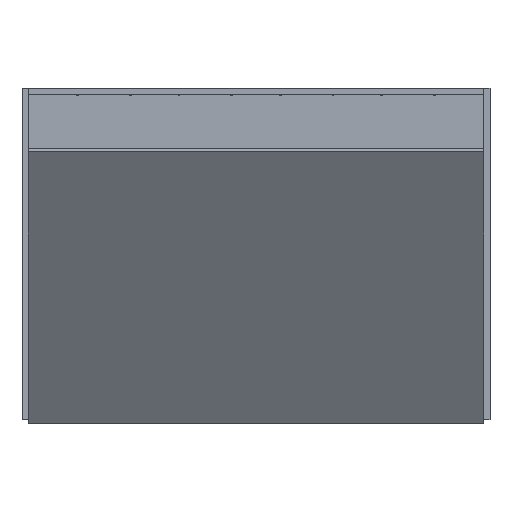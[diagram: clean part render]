
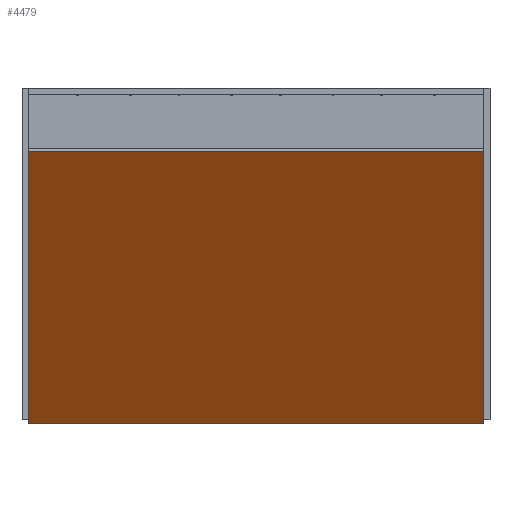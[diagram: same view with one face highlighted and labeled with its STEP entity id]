
A CAD part, top view. The second image highlights one B-rep face of the part: STEP entity #4479.
In plain terms, the highlighted planar face has unit normal (0, -0.574, 0.819).
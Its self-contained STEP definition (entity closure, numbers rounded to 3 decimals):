
#187=PLANE('',#4854);
#415=FACE_OUTER_BOUND('',#643,.T.);
#643=EDGE_LOOP('',(#4181,#4182,#4183,#4184));
#1283=LINE('',#7380,#1803);
#1286=LINE('',#7386,#1806);
#1289=LINE('',#7392,#1809);
#1292=LINE('',#7396,#1812);
#1803=VECTOR('',#6070,10.);
#1806=VECTOR('',#6075,10.);
#1809=VECTOR('',#6080,10.);
#1812=VECTOR('',#6085,10.);
#2239=VERTEX_POINT('',#7377);
#2240=VERTEX_POINT('',#7379);
#2242=VERTEX_POINT('',#7385);
#2244=VERTEX_POINT('',#7391);
#2883=EDGE_CURVE('',#2240,#2239,#1283,.T.);
#2886=EDGE_CURVE('',#2242,#2240,#1286,.T.);
#2889=EDGE_CURVE('',#2244,#2242,#1289,.T.);
#2892=EDGE_CURVE('',#2239,#2244,#1292,.T.);
#4181=ORIENTED_EDGE('',*,*,#2892,.T.);
#4182=ORIENTED_EDGE('',*,*,#2889,.T.);
#4183=ORIENTED_EDGE('',*,*,#2886,.T.);
#4184=ORIENTED_EDGE('',*,*,#2883,.T.);
#4479=ADVANCED_FACE('',(#415),#187,.T.);
#4854=AXIS2_PLACEMENT_3D('',#7397,#6086,#6087);
#6070=DIRECTION('',(0.,0.819,0.574));
#6075=DIRECTION('',(1.,0.,0.));
#6080=DIRECTION('',(0.,-0.819,-0.574));
#6085=DIRECTION('',(-1.,0.,0.));
#6086=DIRECTION('center_axis',(0.,-0.574,0.819));
#6087=DIRECTION('ref_axis',(1.,0.,0.));
#7377=CARTESIAN_POINT('',(210.,94.219,233.429));
#7379=CARTESIAN_POINT('',(210.,-156.441,57.915));
#7380=CARTESIAN_POINT('',(210.,94.219,233.429));
#7385=CARTESIAN_POINT('',(-210.,-156.441,57.915));
#7386=CARTESIAN_POINT('',(210.,-156.441,57.915));
#7391=CARTESIAN_POINT('',(-210.,94.219,233.429));
#7392=CARTESIAN_POINT('',(-210.,-156.441,57.915));
#7396=CARTESIAN_POINT('',(-210.,94.219,233.429));
#7397=CARTESIAN_POINT('Origin',(0.,-31.111,
145.672));
